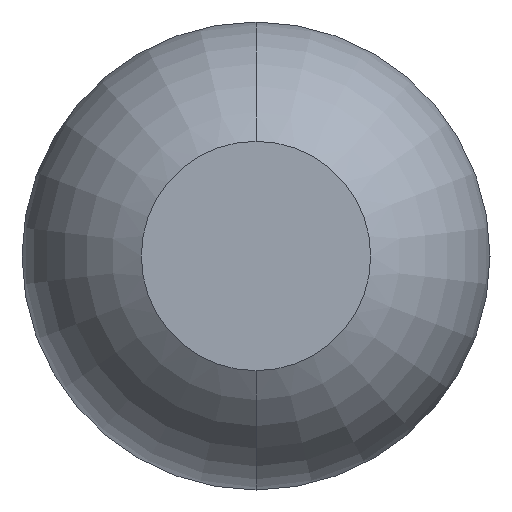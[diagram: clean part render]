
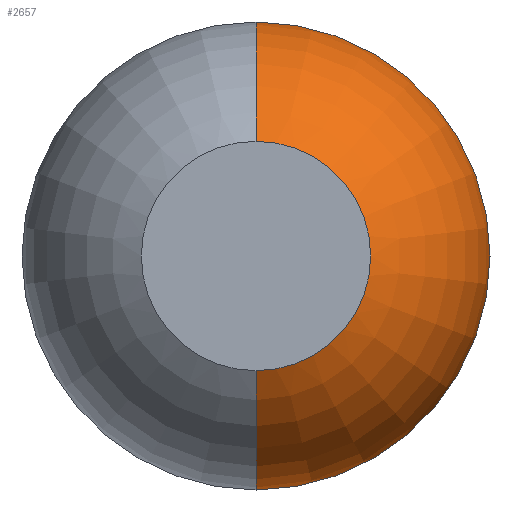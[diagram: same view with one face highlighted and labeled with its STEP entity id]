
A CAD part, front view. The second image highlights one B-rep face of the part: STEP entity #2657.
In plain terms, the highlighted toroidal (fillet/blend) face has major radius 0.01 mm and minor radius 0.5 mm.
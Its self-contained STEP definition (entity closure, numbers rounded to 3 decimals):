
#16 = ORIENTED_EDGE ( 'NONE', *, *, #4630, .T. ) ;
#319 = VERTEX_POINT ( 'NONE', #3070 ) ;
#338 = CARTESIAN_POINT ( 'NONE',  ( 0., -24.961, 0.51 ) ) ;
#387 = DIRECTION ( 'NONE',  ( 0., 1., 0. ) ) ;
#429 = ORIENTED_EDGE ( 'NONE', *, *, #1551, .F. ) ;
#723 = CARTESIAN_POINT ( 'NONE',  ( 0., -25.4, 0. ) ) ;
#734 = AXIS2_PLACEMENT_3D ( 'NONE', #3015, #1616, #881 ) ;
#881 = DIRECTION ( 'NONE',  ( 0., 0., 1. ) ) ;
#929 = CARTESIAN_POINT ( 'NONE',  ( 0., -24.961, 0. ) ) ;
#1026 = AXIS2_PLACEMENT_3D ( 'NONE', #723, #387, #4366 ) ;
#1072 = FACE_OUTER_BOUND ( 'NONE', #1798, .T. ) ;
#1091 = CARTESIAN_POINT ( 'NONE',  ( 0., -24.961, 0. ) ) ;
#1240 = EDGE_CURVE ( 'Defeature ausgef�hrt2_0+Defeature ausgef�hrt2_6+Defeature ausgef�hrt2_6+Defeature ausgef�hrt2_6', #3996, #3231, #2216, .T. ) ;
#1295 = DIRECTION ( 'NONE',  ( 0., 0., -1. ) ) ;
#1551 = EDGE_CURVE ( 'NONE', #3996, #2144, #4412, .T. ) ;
#1565 = AXIS2_PLACEMENT_3D ( 'NONE', #1091, #3333, #3693 ) ;
#1615 = CARTESIAN_POINT ( 'NONE',  ( 0., -24.961, -0.51 ) ) ;
#1616 = DIRECTION ( 'NONE',  ( -1., 0., 0. ) ) ;
#1629 = ORIENTED_EDGE ( 'NONE', *, *, #1240, .T. ) ;
#1696 = CARTESIAN_POINT ( 'NONE',  ( 0., -24.961, 0.01 ) ) ;
#1798 = EDGE_LOOP ( 'NONE', ( #1629, #16, #4343, #429 ) ) ;
#2144 = VERTEX_POINT ( 'NONE', #2253 ) ;
#2216 = CIRCLE ( 'NONE', #3926, 0.51 ) ;
#2253 = CARTESIAN_POINT ( 'NONE',  ( 0., -25.4, -0.25 ) ) ;
#2342 = AXIS2_PLACEMENT_3D ( 'NONE', #1696, #4198, #3147 ) ;
#2657 = ADVANCED_FACE ( 'Defeature ausgef�hrt2_0', ( #1072 ), #3738, .T. ) ;
#3015 = CARTESIAN_POINT ( 'NONE',  ( 0., -24.961, -0.01 ) ) ;
#3070 = CARTESIAN_POINT ( 'NONE',  ( 0., -25.4, 0.25 ) ) ;
#3147 = DIRECTION ( 'NONE',  ( 0., 0., -1. ) ) ;
#3231 = VERTEX_POINT ( 'NONE', #338 ) ;
#3333 = DIRECTION ( 'NONE',  ( 0., -1., 0. ) ) ;
#3377 = EDGE_CURVE ( 'Defeature ausgef�hrt2_0+Defeature ausgef�hrt2_45+Defeature ausgef�hrt2_45+Defeature ausgef�hrt2_45', #319, #2144, #4151, .T. ) ;
#3693 = DIRECTION ( 'NONE',  ( 0., 0., -1. ) ) ;
#3738 = TOROIDAL_SURFACE ( 'NONE', #1565, 0.01, 0.5 ) ;
#3926 = AXIS2_PLACEMENT_3D ( 'NONE', #929, #4209, #1295 ) ;
#3996 = VERTEX_POINT ( 'NONE', #1615 ) ;
#4093 = CIRCLE ( 'NONE', #2342, 0.5 ) ;
#4151 = CIRCLE ( 'NONE', #1026, 0.25 ) ;
#4198 = DIRECTION ( 'NONE',  ( 1., 0., 0. ) ) ;
#4209 = DIRECTION ( 'NONE',  ( 0., -1., 0. ) ) ;
#4343 = ORIENTED_EDGE ( 'NONE', *, *, #3377, .T. ) ;
#4366 = DIRECTION ( 'NONE',  ( 0., 0., 1. ) ) ;
#4412 = CIRCLE ( 'NONE', #734, 0.5 ) ;
#4630 = EDGE_CURVE ( 'NONE', #3231, #319, #4093, .T. ) ;
